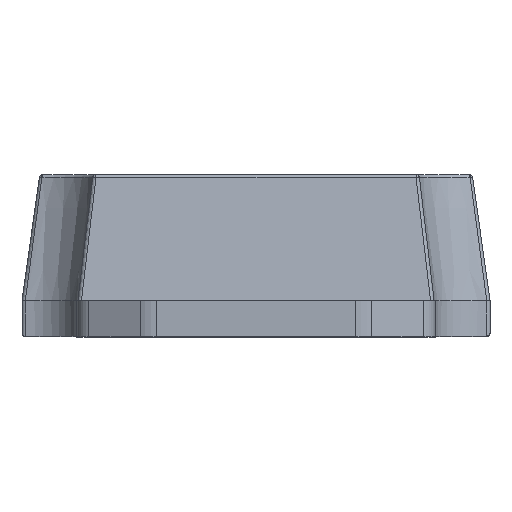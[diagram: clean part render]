
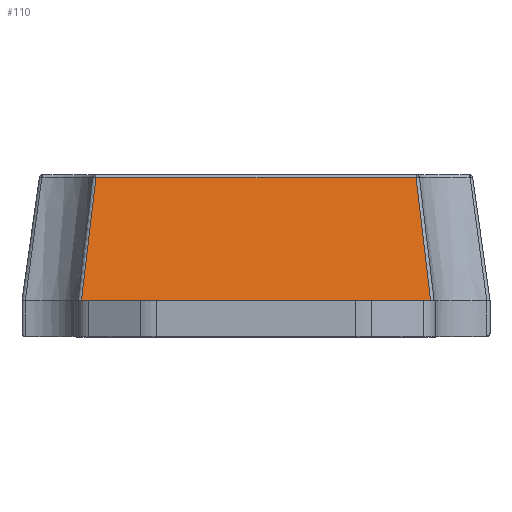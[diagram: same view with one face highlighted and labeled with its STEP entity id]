
A CAD part, top view. The second image highlights one B-rep face of the part: STEP entity #110.
In plain terms, the highlighted planar face has unit normal (0, 0.139, 0.99).
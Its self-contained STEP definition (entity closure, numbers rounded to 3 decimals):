
#110 = ADVANCED_FACE ( 'NONE', ( #5029 ), #3128, .F. ) ;
#185 = CARTESIAN_POINT ( 'NONE',  ( -2.42, -0.169, 7.105 ) ) ;
#256 = CARTESIAN_POINT ( 'NONE',  ( -2.4, -0.009, 7.082 ) ) ;
#378 = CARTESIAN_POINT ( 'NONE',  ( 2.352, 0.394, 7.026 ) ) ;
#552 = EDGE_CURVE ( 'NONE', #1944, #3969, #4557, .T. ) ;
#563 = DIRECTION ( 'NONE',  ( 0., -0.139, -0.99 ) ) ;
#678 = CARTESIAN_POINT ( 'NONE',  ( -2.441, -0.33, 7.127 ) ) ;
#839 = CARTESIAN_POINT ( 'NONE',  ( 2.368, 0.26, 7.045 ) ) ;
#885 = ORIENTED_EDGE ( 'NONE', *, *, #3569, .T. ) ;
#903 = EDGE_CURVE ( 'NONE', #3685, #3969, #4344, .T. ) ;
#994 = CARTESIAN_POINT ( 'NONE',  ( -2.462, -0.49, 7.15 ) ) ;
#1019 = CARTESIAN_POINT ( 'NONE',  ( -2.352, 0.394, 7.026 ) ) ;
#1042 = CARTESIAN_POINT ( 'NONE',  ( 2.257, 1.247, 6.906 ) ) ;
#1070 = CARTESIAN_POINT ( 'NONE',  ( -3.3, 1.247, 6.906 ) ) ;
#1145 = LINE ( 'NONE', #1070, #2507 ) ;
#1227 = CARTESIAN_POINT ( 'NONE',  ( 2.462, -0.49, 7.15 ) ) ;
#1446 = CARTESIAN_POINT ( 'NONE',  ( -2.462, -0.49, 7.15 ) ) ;
#1581 = CARTESIAN_POINT ( 'NONE',  ( 2.287, 0.963, 6.946 ) ) ;
#1913 = ORIENTED_EDGE ( 'NONE', *, *, #903, .F. ) ;
#1940 = CARTESIAN_POINT ( 'NONE',  ( 2.319, 0.678, 6.986 ) ) ;
#1944 = VERTEX_POINT ( 'NONE', #4544 ) ;
#2107 = CARTESIAN_POINT ( 'NONE',  ( -3.3, 1.29, 6.9 ) ) ;
#2146 = CARTESIAN_POINT ( 'NONE',  ( -2.384, 0.126, 7.064 ) ) ;
#2325 = CARTESIAN_POINT ( 'NONE',  ( 2.42, -0.169, 7.105 ) ) ;
#2359 = CARTESIAN_POINT ( 'NONE',  ( 2.441, -0.33, 7.127 ) ) ;
#2389 = CARTESIAN_POINT ( 'NONE',  ( -2.51, -0.49, 7.15 ) ) ;
#2507 = VECTOR ( 'NONE', #4991, 1000. ) ;
#2553 = AXIS2_PLACEMENT_3D ( 'NONE', #2107, #563, #3702 ) ;
#2912 = CARTESIAN_POINT ( 'NONE',  ( -2.257, 1.247, 6.906 ) ) ;
#2982 = B_SPLINE_CURVE_WITH_KNOTS ( 'NONE', 3,
 ( #1227, #2359, #2325, #4360, #3900, #839, #378, #1940, #1581, #3150 ),
 .UNSPECIFIED., .F., .F.,
 ( 4, 3, 3, 4 ),
 ( 0., 0., 0.001, 0.002 ),
 .UNSPECIFIED. ) ;
#3012 = CARTESIAN_POINT ( 'NONE',  ( -2.368, 0.26, 7.045 ) ) ;
#3128 = PLANE ( 'NONE',  #2553 ) ;
#3150 = CARTESIAN_POINT ( 'NONE',  ( 2.257, 1.247, 6.906 ) ) ;
#3569 = EDGE_CURVE ( 'NONE', #3685, #4791, #2982, .T. ) ;
#3593 = EDGE_LOOP ( 'NONE', ( #4401, #4614, #1913, #885 ) ) ;
#3642 = VECTOR ( 'NONE', #3963, 1000. ) ;
#3685 = VERTEX_POINT ( 'NONE', #4558 ) ;
#3702 = DIRECTION ( 'NONE',  ( 0., -0.99, 0.139 ) ) ;
#3900 = CARTESIAN_POINT ( 'NONE',  ( 2.384, 0.126, 7.064 ) ) ;
#3963 = DIRECTION ( 'NONE',  ( -1., 0., 0. ) ) ;
#3969 = VERTEX_POINT ( 'NONE', #1446 ) ;
#4139 = EDGE_CURVE ( 'NONE', #4791, #1944, #1145, .T. ) ;
#4200 = CARTESIAN_POINT ( 'NONE',  ( -2.319, 0.678, 6.986 ) ) ;
#4344 = LINE ( 'NONE', #2389, #3642 ) ;
#4360 = CARTESIAN_POINT ( 'NONE',  ( 2.4, -0.009, 7.082 ) ) ;
#4401 = ORIENTED_EDGE ( 'NONE', *, *, #4139, .T. ) ;
#4507 = CARTESIAN_POINT ( 'NONE',  ( -2.287, 0.963, 6.946 ) ) ;
#4544 = CARTESIAN_POINT ( 'NONE',  ( -2.257, 1.247, 6.906 ) ) ;
#4557 = B_SPLINE_CURVE_WITH_KNOTS ( 'NONE', 3,
 ( #2912, #4507, #4200, #1019, #3012, #2146, #256, #185, #678, #994 ),
 .UNSPECIFIED., .F., .F.,
 ( 4, 3, 3, 4 ),
 ( 0., 0.001, 0.001, 0.002 ),
 .UNSPECIFIED. ) ;
#4558 = CARTESIAN_POINT ( 'NONE',  ( 2.462, -0.49, 7.15 ) ) ;
#4614 = ORIENTED_EDGE ( 'NONE', *, *, #552, .T. ) ;
#4791 = VERTEX_POINT ( 'NONE', #1042 ) ;
#4991 = DIRECTION ( 'NONE',  ( -1., 0., 0. ) ) ;
#5029 = FACE_OUTER_BOUND ( 'NONE', #3593, .T. ) ;
